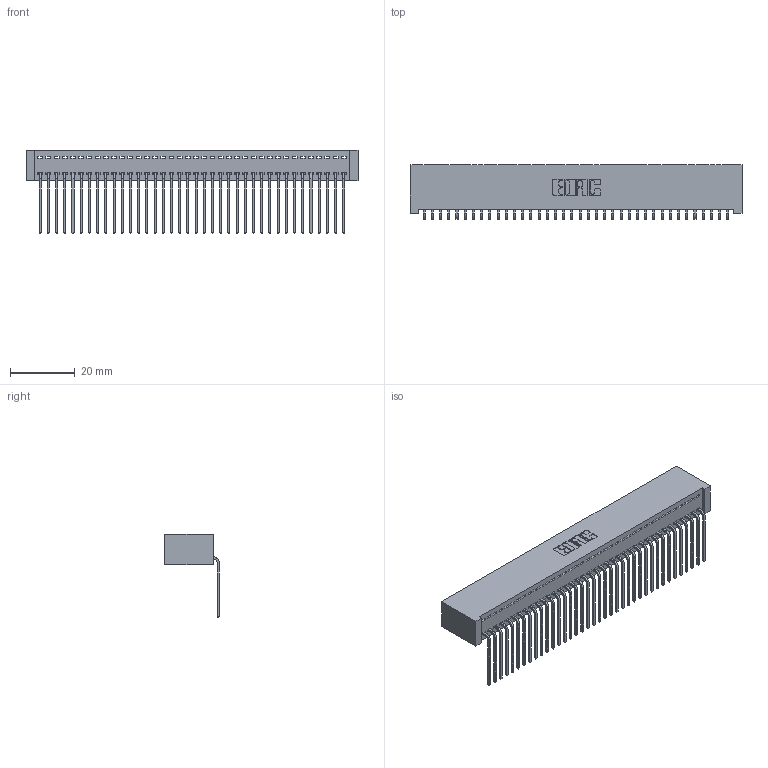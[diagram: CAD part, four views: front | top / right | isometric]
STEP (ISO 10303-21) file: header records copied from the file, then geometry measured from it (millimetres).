
FILE_DESCRIPTION (( 'STEP AP203' ), '1' );
FILE_NAME ('342-038-559-101.STEP', '2019-10-02T15:09:05', ( '' ), ( '' ), 'SwSTEP 2.0', 'SolidWorks 2016', '' );
FILE_SCHEMA (( 'CONFIG_CONTROL_DESIGN' ));
Length unit declared in the file: inch
Products named in the file (3): 342 Part_Lugless; 345-292-001_558 559 Tail - 1; 342-038-559-101
Assembly tree (39 placements, depth 2):
  342-038-559-101
    342 Part_Lugless
    345-292-001_558 559 Tail - 1  x38
Bounding box: 102.77 x 16.83 x 25.78 mm (x, y, z)
Volume: 9531.6 mm3; surface area: 14964.3 mm2
Topology: 39 solids, 39 shells, 2382 faces, 7191 edges, 4742 vertices
Faces by surface type: plane 1734, cylinder 648
Entity records: 23423 total; most frequent: CARTESIAN_POINT 4048, ORIENTED_EDGE 4022, DIRECTION 3415, EDGE_CURVE 2011, VECTOR 1891, LINE 1891, VERTEX_POINT 1338, AXIS2_PLACEMENT_3D 762
